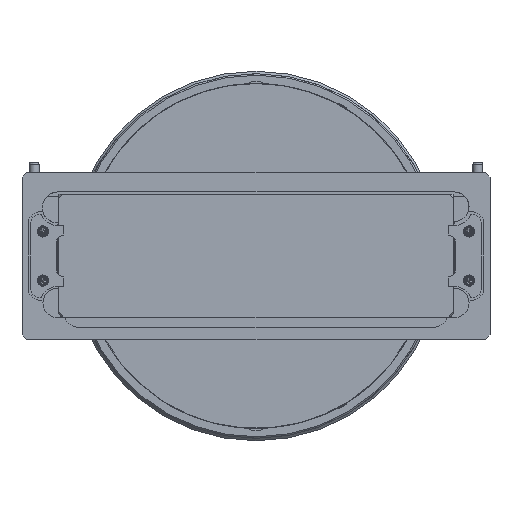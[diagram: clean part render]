
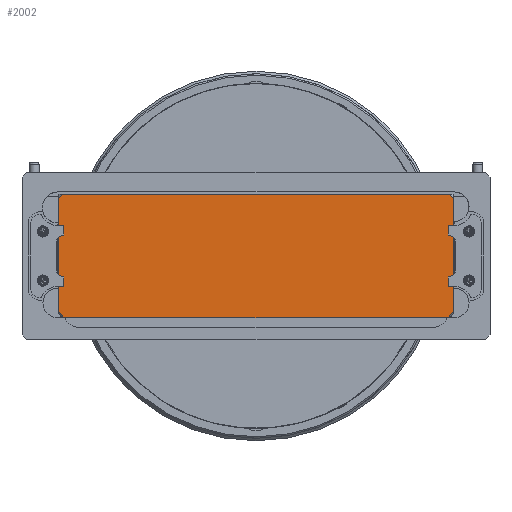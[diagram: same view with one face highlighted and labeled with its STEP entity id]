
A CAD part, left-side view. The second image highlights one B-rep face of the part: STEP entity #2002.
In plain terms, the highlighted planar face has unit normal (-1, 0, 0).
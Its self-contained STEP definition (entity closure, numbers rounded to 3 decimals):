
#526=PLANE('',#19198);
#1140=FACE_OUTER_BOUND('',#6664,.T.);
#2002=ADVANCED_FACE('',(#1140),#526,.T.);
#2730=LINE('',#27679,#3805);
#2737=LINE('',#27763,#3812);
#2764=LINE('',#27832,#3839);
#2767=LINE('',#27849,#3842);
#2774=LINE('',#27880,#3849);
#2777=LINE('',#27890,#3852);
#3805=VECTOR('',#19946,1.);
#3812=VECTOR('',#19979,1.);
#3839=VECTOR('',#20038,1.);
#3842=VECTOR('',#20043,1.);
#3849=VECTOR('',#20060,1.);
#3852=VECTOR('',#20071,1.);
#6664=EDGE_LOOP('',(#10273,#10274,#10275,#10276,#10277,#10278,#10279,#10280,
#10281,#10282));
#10273=ORIENTED_EDGE('',*,*,#15174,.F.);
#10274=ORIENTED_EDGE('',*,*,#15220,.T.);
#10275=ORIENTED_EDGE('',*,*,#15162,.T.);
#10276=ORIENTED_EDGE('',*,*,#15185,.T.);
#10277=ORIENTED_EDGE('',*,*,#15171,.F.);
#10278=ORIENTED_EDGE('',*,*,#15237,.F.);
#10279=ORIENTED_EDGE('',*,*,#15255,.F.);
#10280=ORIENTED_EDGE('',*,*,#15225,.F.);
#10281=ORIENTED_EDGE('',*,*,#15260,.F.);
#10282=ORIENTED_EDGE('',*,*,#15242,.T.);
#13054=VERTEX_POINT('',#27674);
#13056=VERTEX_POINT('',#27678);
#13058=VERTEX_POINT('',#27686);
#13062=VERTEX_POINT('',#27713);
#13064=VERTEX_POINT('',#27725);
#13065=VERTEX_POINT('',#27732);
#13105=VERTEX_POINT('',#27848);
#13106=VERTEX_POINT('',#27850);
#13116=VERTEX_POINT('',#27879);
#13120=VERTEX_POINT('',#27891);
#15162=EDGE_CURVE('',#13054,#13056,#2730,.T.);
#15171=EDGE_CURVE('',#13064,#13058,#17816,.T.);
#15174=EDGE_CURVE('',#13062,#13065,#17818,.T.);
#15185=EDGE_CURVE('',#13056,#13058,#2737,.T.);
#15220=EDGE_CURVE('',#13062,#13054,#2764,.T.);
#15225=EDGE_CURVE('',#13105,#13106,#2767,.T.);
#15237=EDGE_CURVE('',#13116,#13064,#2774,.T.);
#15242=EDGE_CURVE('',#13120,#13065,#2777,.T.);
#15255=EDGE_CURVE('',#13106,#13116,#17831,.T.);
#15260=EDGE_CURVE('',#13120,#13105,#17836,.T.);
#17816=B_SPLINE_CURVE_WITH_KNOTS('',3,(#27726,#27727,#27728,#27729),
 .UNSPECIFIED.,.F.,.F.,(4,4),(0.,1.),.UNSPECIFIED.);
#17818=B_SPLINE_CURVE_WITH_KNOTS('',3,(#27738,#27739,#27740,#27741),
 .UNSPECIFIED.,.F.,.F.,(4,4),(0.,1.),.UNSPECIFIED.);
#17831=B_SPLINE_CURVE_WITH_KNOTS('',3,(#27950,#27951,#27952,#27953),
 .UNSPECIFIED.,.F.,.F.,(4,4),(0.,1.),.UNSPECIFIED.);
#17836=B_SPLINE_CURVE_WITH_KNOTS('',3,(#27976,#27977,#27978,#27979),
 .UNSPECIFIED.,.F.,.F.,(4,4),(0.,1.),.UNSPECIFIED.);
#19198=AXIS2_PLACEMENT_3D('',#31058,#21863,#21864);
#19946=DIRECTION('',(0.,-1.,0.));
#19979=DIRECTION('',(0.,-1.,0.));
#20038=DIRECTION('',(0.,-1.,0.));
#20043=DIRECTION('',(0.,-1.,0.));
#20060=DIRECTION('',(0.,0.,-1.));
#20071=DIRECTION('',(0.,0.,-1.));
#21863=DIRECTION('',(-1.,0.,0.));
#21864=DIRECTION('',(0.,0.,-1.));
#27674=CARTESIAN_POINT('',(-539.461,38.828,-12.5));
#27678=CARTESIAN_POINT('',(-539.461,-38.828,-12.5));
#27679=CARTESIAN_POINT('',(-539.461,-40.,-12.5));
#27686=CARTESIAN_POINT('',(-539.461,-39.07,-12.5));
#27713=CARTESIAN_POINT('',(-539.461,39.07,-12.5));
#27725=CARTESIAN_POINT('',(-539.461,-40.,-11.17));
#27726=CARTESIAN_POINT('',(-539.461,-40.,-11.17));
#27727=CARTESIAN_POINT('',(-539.461,-39.696,-11.617));
#27728=CARTESIAN_POINT('',(-539.461,-39.386,-12.06));
#27729=CARTESIAN_POINT('',(-539.461,-39.07,-12.5));
#27732=CARTESIAN_POINT('',(-539.461,40.,-11.17));
#27738=CARTESIAN_POINT('',(-539.461,39.07,-12.5));
#27739=CARTESIAN_POINT('',(-539.461,39.386,-12.06));
#27740=CARTESIAN_POINT('',(-539.461,39.696,-11.617));
#27741=CARTESIAN_POINT('',(-539.461,40.,-11.17));
#27763=CARTESIAN_POINT('',(-539.461,-40.,-12.5));
#27832=CARTESIAN_POINT('',(-539.461,-40.,-12.5));
#27848=CARTESIAN_POINT('',(-539.461,39.355,12.5));
#27849=CARTESIAN_POINT('',(-539.461,-40.,12.5));
#27850=CARTESIAN_POINT('',(-539.461,-39.355,12.5));
#27879=CARTESIAN_POINT('',(-539.461,-40.,11.57));
#27880=CARTESIAN_POINT('',(-539.461,-40.,-12.5));
#27890=CARTESIAN_POINT('',(-539.461,40.,-12.5));
#27891=CARTESIAN_POINT('',(-539.461,40.,11.57));
#27950=CARTESIAN_POINT('',(-539.461,-39.355,12.5));
#27951=CARTESIAN_POINT('',(-539.461,-39.573,12.192));
#27952=CARTESIAN_POINT('',(-539.461,-39.788,11.882));
#27953=CARTESIAN_POINT('',(-539.461,-40.,11.57));
#27976=CARTESIAN_POINT('',(-539.461,40.,11.57));
#27977=CARTESIAN_POINT('',(-539.461,39.788,11.882));
#27978=CARTESIAN_POINT('',(-539.461,39.573,12.192));
#27979=CARTESIAN_POINT('',(-539.461,39.355,12.5));
#31058=CARTESIAN_POINT('',(-539.461,-40.,-12.5));
